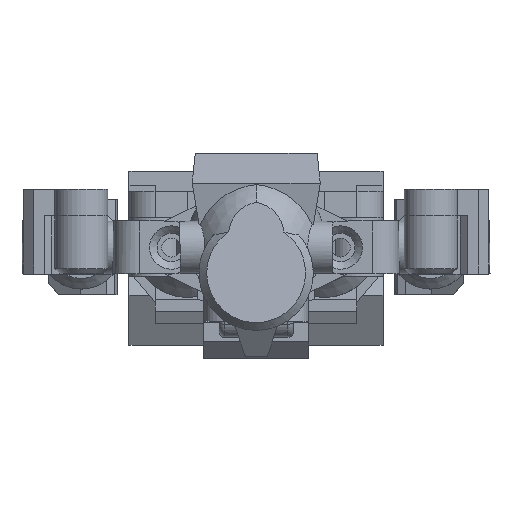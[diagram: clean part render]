
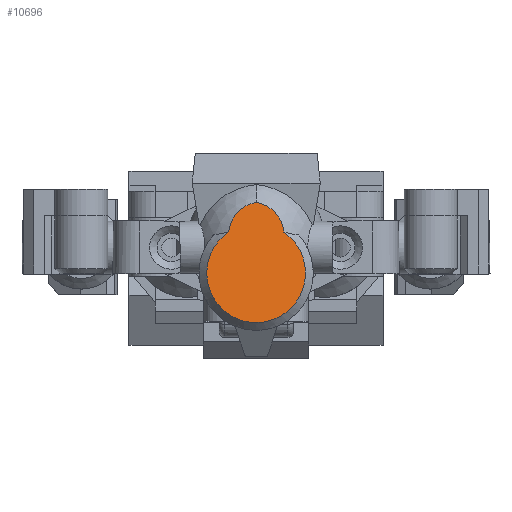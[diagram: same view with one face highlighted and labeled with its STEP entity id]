
A CAD part, top view. The second image highlights one B-rep face of the part: STEP entity #10696.
In plain terms, the highlighted planar face has unit normal (0, 0.174, 0.985).
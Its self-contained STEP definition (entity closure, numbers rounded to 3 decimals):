
#136=B_SPLINE_CURVE_WITH_KNOTS('',3,(#15926,#15927,#15928,#15929,#15930,
#15931,#15932,#15933,#15934,#15935),.UNSPECIFIED.,.F.,.F.,(4,1,1,1,1,1,
1,4),(-5.686,-4.958,-4.23,-3.502,
-2.775,-2.047,-1.319,-0.591),
 .UNSPECIFIED.);
#404=PLANE('',#11437);
#975=FACE_OUTER_BOUND('',#1606,.T.);
#1606=EDGE_LOOP('',(#7533,#7534,#7535));
#4432=CIRCLE('',#11438,3.171);
#4433=CIRCLE('',#11439,3.171);
#4870=VERTEX_POINT('',#15905);
#4871=VERTEX_POINT('',#15925);
#4873=VERTEX_POINT('',#16002);
#5910=EDGE_CURVE('',#4870,#4871,#136,.T.);
#5913=EDGE_CURVE('',#4871,#4873,#4432,.T.);
#5914=EDGE_CURVE('',#4870,#4873,#4433,.T.);
#7533=ORIENTED_EDGE('',*,*,#5913,.F.);
#7534=ORIENTED_EDGE('',*,*,#5910,.F.);
#7535=ORIENTED_EDGE('',*,*,#5914,.T.);
#10696=ADVANCED_FACE('',(#975),#404,.T.);
#11437=AXIS2_PLACEMENT_3D('',#16001,#12604,#12605);
#11438=AXIS2_PLACEMENT_3D('',#16003,#12606,#12607);
#11439=AXIS2_PLACEMENT_3D('',#16004,#12608,#12609);
#12604=DIRECTION('center_axis',(0.,0.174,
0.985));
#12605=DIRECTION('ref_axis',(1.,0.,0.));
#12606=DIRECTION('center_axis',(0.,-0.174,
-0.985));
#12607=DIRECTION('ref_axis',(0.,0.985,-0.174));
#12608=DIRECTION('center_axis',(0.,0.174,
0.985));
#12609=DIRECTION('ref_axis',(0.,0.985,-0.174));
#15905=CARTESIAN_POINT('',(2.602,1.325,35.776));
#15925=CARTESIAN_POINT('',(-2.601,1.341,35.773));
#15926=CARTESIAN_POINT('Ctrl Pts',(2.602,1.325,35.776));
#15927=CARTESIAN_POINT('Ctrl Pts',(3.537,0.689,35.888));
#15928=CARTESIAN_POINT('Ctrl Pts',(4.932,-1.299,36.239));
#15929=CARTESIAN_POINT('Ctrl Pts',(4.497,-4.933,36.879));
#15930=CARTESIAN_POINT('Ctrl Pts',(1.778,-7.34,37.304));
#15931=CARTESIAN_POINT('Ctrl Pts',(-1.828,-7.325,37.301));
#15932=CARTESIAN_POINT('Ctrl Pts',(-4.538,-4.908,
36.875));
#15933=CARTESIAN_POINT('Ctrl Pts',(-4.943,-1.268,
36.233));
#15934=CARTESIAN_POINT('Ctrl Pts',(-3.54,0.711,35.884));
#15935=CARTESIAN_POINT('Ctrl Pts',(-2.601,1.341,35.773));
#16001=CARTESIAN_POINT('Origin',(0.,1.559,
35.735));
#16002=CARTESIAN_POINT('',(0.,4.132,35.281));
#16003=CARTESIAN_POINT('Origin',(0.557,1.057,35.823));
#16004=CARTESIAN_POINT('Origin',(-0.557,1.057,35.823));
